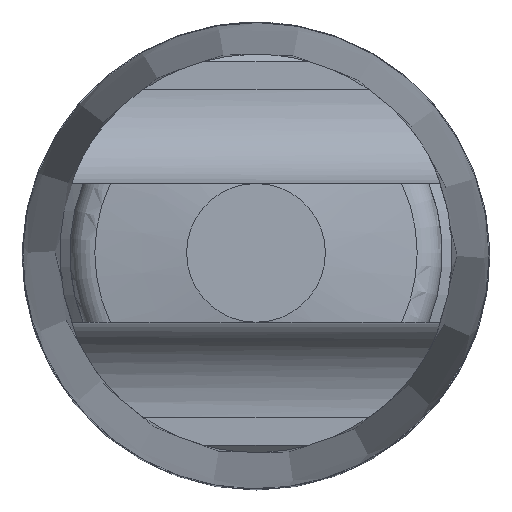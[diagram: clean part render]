
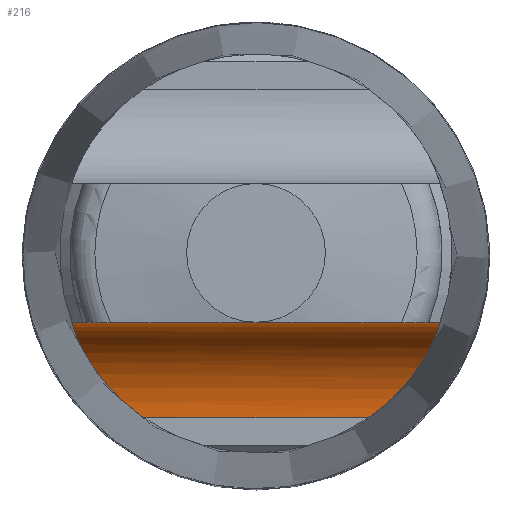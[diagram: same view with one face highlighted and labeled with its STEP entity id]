
A CAD part, top view. The second image highlights one B-rep face of the part: STEP entity #216.
In plain terms, the highlighted cylindrical face has radius 13 mm (diameter 26 mm), a partial arc.
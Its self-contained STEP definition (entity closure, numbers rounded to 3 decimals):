
#194=EDGE_CURVE('240[2]',#322,#341,#434,.T.);
#216=ADVANCED_FACE('240[2]',(#462),#463,.F.);
#239=EDGE_CURVE('240[2]',#341,#438,#493,.T.);
#241=EDGE_CURVE('240[2]',#370,#438,#495,.T.);
#260=EDGE_CURVE('240[2]',#370,#322,#517,.T.);
#322=VERTEX_POINT('',#590);
#341=VERTEX_POINT('',#661);
#370=VERTEX_POINT('',#797);
#434=LINE('',#932,#933);
#438=VERTEX_POINT('',#940);
#462=FACE_OUTER_BOUND('',#989,.T.);
#463=CYLINDRICAL_SURFACE('',#990,13.0);
#493=B_SPLINE_CURVE_WITH_KNOTS('',3,(#1094,#1095,#1096,#1097,#1098,#1099,#1100,#1101,#1102,#1103,#1104,#1105,#1106,#1107,#1108,#1109,#1110,#1111,#1112,#1113,#1114,#1115,#1116,#1117,#1118,#1119,#1120,#1121,#1122,#1123),.UNSPECIFIED.,.F.,.F.,(4,2,2,2,2,2,2,2,2,2,2,2,2,2,4),(113.769,113.888,115.379,116.869,118.36,119.85,121.436,123.023,124.609,126.195,127.968,129.741,131.514,133.287,136.393),.UNSPECIFIED.);
#495=LINE('',#1126,#1127);
#517=B_SPLINE_CURVE_WITH_KNOTS('',3,(#1191,#1192,#1193,#1194,#1195,#1196,#1197,#1198,#1199,#1200,#1201,#1202,#1203,#1204,#1205,#1206,#1207,#1208,#1209,#1210,#1211,#1212,#1213,#1214,#1215,#1216,#1217,#1218,#1219,#1220),.UNSPECIFIED.,.F.,.F.,(4,2,2,2,2,2,2,2,2,2,2,2,2,2,4),(15.635,18.741,20.514,22.287,24.06,25.833,27.42,29.006,30.592,32.179,33.669,35.159,36.65,38.14,38.26),.UNSPECIFIED.);
#590=CARTESIAN_POINT('',(-25.17,-9.5,183.0));
#661=CARTESIAN_POINT('',(25.17,-9.5,183.0));
#797=CARTESIAN_POINT('',(-15.359,-22.5,170.0));
#932=CARTESIAN_POINT('',(-112.0,-9.5,183.0));
#933=VECTOR('',#1389,1.0);
#940=CARTESIAN_POINT('',(15.359,-22.5,170.0));
#989=EDGE_LOOP('',(#1420,#1421,#1422,#1423));
#990=AXIS2_PLACEMENT_3D('',#1424,#1425,#1426);
#1094=CARTESIAN_POINT('',(25.17,-9.5,183.));
#1095=CARTESIAN_POINT('',(25.171,-9.5,182.96));
#1096=CARTESIAN_POINT('',(25.172,-9.5,182.92));
#1097=CARTESIAN_POINT('',(25.186,-9.505,182.384));
#1098=CARTESIAN_POINT('',(25.187,-9.539,181.865));
#1099=CARTESIAN_POINT('',(25.165,-9.674,180.818));
#1100=CARTESIAN_POINT('',(25.141,-9.775,180.288));
#1101=CARTESIAN_POINT('',(25.065,-10.041,179.249));
#1102=CARTESIAN_POINT('',(25.013,-10.207,178.738));
#1103=CARTESIAN_POINT('',(24.881,-10.59,177.763));
#1104=CARTESIAN_POINT('',(24.801,-10.807,177.298));
#1105=CARTESIAN_POINT('',(24.614,-11.283,176.409));
#1106=CARTESIAN_POINT('',(24.497,-11.565,175.949));
#1107=CARTESIAN_POINT('',(24.217,-12.192,175.061));
#1108=CARTESIAN_POINT('',(24.054,-12.536,174.632));
#1109=CARTESIAN_POINT('',(23.683,-13.266,173.834));
#1110=CARTESIAN_POINT('',(23.476,-13.65,173.463));
#1111=CARTESIAN_POINT('',(23.024,-14.432,172.794));
#1112=CARTESIAN_POINT('',(22.78,-14.828,172.495));
#1113=CARTESIAN_POINT('',(22.247,-15.643,171.943));
#1114=CARTESIAN_POINT('',(21.93,-16.098,171.673));
#1115=CARTESIAN_POINT('',(21.233,-17.027,171.197));
#1116=CARTESIAN_POINT('',(20.853,-17.501,170.989));
#1117=CARTESIAN_POINT('',(20.045,-18.434,170.642));
#1118=CARTESIAN_POINT('',(19.618,-18.893,170.502));
#1119=CARTESIAN_POINT('',(18.741,-19.771,170.282));
#1120=CARTESIAN_POINT('',(18.292,-20.189,170.201));
#1121=CARTESIAN_POINT('',(17.072,-21.253,170.042));
#1122=CARTESIAN_POINT('',(16.239,-21.899,170.));
#1123=CARTESIAN_POINT('',(15.359,-22.5,170.));
#1126=CARTESIAN_POINT('',(-112.0,-22.5,170.0));
#1127=VECTOR('',#1486,1.0);
#1191=CARTESIAN_POINT('',(-15.359,-22.5,170.));
#1192=CARTESIAN_POINT('',(-16.239,-21.899,170.));
#1193=CARTESIAN_POINT('',(-17.072,-21.253,170.042));
#1194=CARTESIAN_POINT('',(-18.292,-20.189,170.201));
#1195=CARTESIAN_POINT('',(-18.741,-19.771,170.282));
#1196=CARTESIAN_POINT('',(-19.618,-18.893,170.502));
#1197=CARTESIAN_POINT('',(-20.045,-18.434,170.642));
#1198=CARTESIAN_POINT('',(-20.853,-17.501,170.989));
#1199=CARTESIAN_POINT('',(-21.233,-17.027,171.197));
#1200=CARTESIAN_POINT('',(-21.93,-16.098,171.673));
#1201=CARTESIAN_POINT('',(-22.247,-15.643,171.943));
#1202=CARTESIAN_POINT('',(-22.78,-14.828,172.495));
#1203=CARTESIAN_POINT('',(-23.024,-14.432,172.794));
#1204=CARTESIAN_POINT('',(-23.476,-13.65,173.463));
#1205=CARTESIAN_POINT('',(-23.683,-13.266,173.834));
#1206=CARTESIAN_POINT('',(-24.054,-12.536,174.632));
#1207=CARTESIAN_POINT('',(-24.217,-12.192,175.061));
#1208=CARTESIAN_POINT('',(-24.497,-11.565,175.949));
#1209=CARTESIAN_POINT('',(-24.614,-11.283,176.409));
#1210=CARTESIAN_POINT('',(-24.801,-10.807,177.298));
#1211=CARTESIAN_POINT('',(-24.881,-10.59,177.763));
#1212=CARTESIAN_POINT('',(-25.013,-10.207,178.738));
#1213=CARTESIAN_POINT('',(-25.065,-10.041,179.249));
#1214=CARTESIAN_POINT('',(-25.141,-9.775,180.288));
#1215=CARTESIAN_POINT('',(-25.165,-9.674,180.818));
#1216=CARTESIAN_POINT('',(-25.187,-9.539,181.865));
#1217=CARTESIAN_POINT('',(-25.186,-9.505,182.384));
#1218=CARTESIAN_POINT('',(-25.172,-9.5,182.92));
#1219=CARTESIAN_POINT('',(-25.171,-9.5,182.96));
#1220=CARTESIAN_POINT('',(-25.17,-9.5,183.));
#1389=DIRECTION('',(1.0,0.,0.));
#1420=ORIENTED_EDGE('',*,*,#239,.F.);
#1421=ORIENTED_EDGE('',*,*,#194,.F.);
#1422=ORIENTED_EDGE('',*,*,#260,.F.);
#1423=ORIENTED_EDGE('',*,*,#241,.T.);
#1424=CARTESIAN_POINT('',(-112.0,-22.5,183.0));
#1425=DIRECTION('',(-1.0,0.,0.));
#1426=DIRECTION('',(0.,0.,-1.0));
#1486=DIRECTION('',(1.0,0.,0.));
